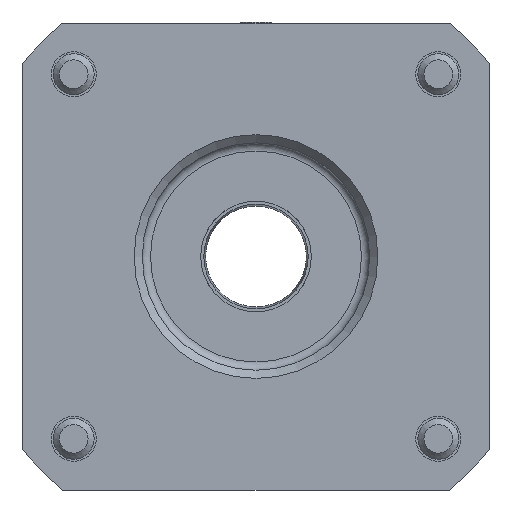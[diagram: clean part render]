
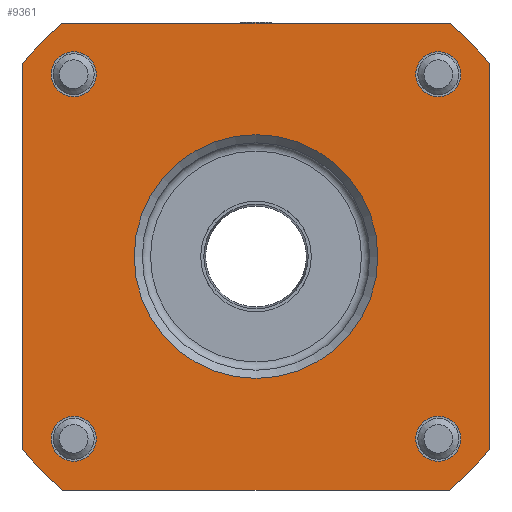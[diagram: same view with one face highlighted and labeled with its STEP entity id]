
A CAD part, left-side view. The second image highlights one B-rep face of the part: STEP entity #9361.
In plain terms, the highlighted planar face has unit normal (-1, 0, 0).
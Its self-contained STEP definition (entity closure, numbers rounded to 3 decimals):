
#8586=CARTESIAN_POINT('',(-1.46,183.574,96.));
#8587=VERTEX_POINT('',#8586);
#8588=CARTESIAN_POINT('',(-1.46,183.574,101.5));
#8589=DIRECTION('',(1.0,0.0,0.0));
#8590=DIRECTION('',(0.0,0.0,1.0));
#8591=AXIS2_PLACEMENT_3D('',#8588,#8589,#8590);
#8592=CIRCLE('',#8591,5.5);
#8593=EDGE_CURVE('',#8587,#8587,#8592,.T.);
#8606=CARTESIAN_POINT('',(-1.46,272.574,7.));
#8607=VERTEX_POINT('',#8606);
#8608=CARTESIAN_POINT('',(-1.46,272.574,12.5));
#8609=DIRECTION('',(1.0,0.0,0.0));
#8610=DIRECTION('',(0.0,0.0,1.0));
#8611=AXIS2_PLACEMENT_3D('',#8608,#8609,#8610);
#8612=CIRCLE('',#8611,5.5);
#8613=EDGE_CURVE('',#8607,#8607,#8612,.T.);
#8626=CARTESIAN_POINT('',(-1.46,183.574,7.));
#8627=VERTEX_POINT('',#8626);
#8628=CARTESIAN_POINT('',(-1.46,183.574,12.5));
#8629=DIRECTION('',(1.0,0.0,0.0));
#8630=DIRECTION('',(0.0,0.0,1.0));
#8631=AXIS2_PLACEMENT_3D('',#8628,#8629,#8630);
#8632=CIRCLE('',#8631,5.5);
#8633=EDGE_CURVE('',#8627,#8627,#8632,.T.);
#8646=CARTESIAN_POINT('',(-1.46,272.574,96.));
#8647=VERTEX_POINT('',#8646);
#8648=CARTESIAN_POINT('',(-1.46,272.574,101.5));
#8649=DIRECTION('',(1.0,0.0,0.0));
#8650=DIRECTION('',(0.0,0.0,1.0));
#8651=AXIS2_PLACEMENT_3D('',#8648,#8649,#8650);
#8652=CIRCLE('',#8651,5.5);
#8653=EDGE_CURVE('',#8647,#8647,#8652,.T.);
#8779=CARTESIAN_POINT('',(-1.46,228.074,86.75));
#8780=VERTEX_POINT('',#8779);
#8781=CARTESIAN_POINT('',(-1.46,228.074,57.0));
#8782=DIRECTION('',(-1.0,0.0,0.0));
#8783=DIRECTION('',(0.0,0.0,-1.0));
#8784=AXIS2_PLACEMENT_3D('',#8781,#8782,#8783);
#8785=CIRCLE('',#8784,29.75);
#8786=EDGE_CURVE('',#8780,#8780,#8785,.T.);
#9147=CARTESIAN_POINT('',(-1.46,285.074,9.809));
#9148=VERTEX_POINT('',#9147);
#9156=CARTESIAN_POINT('',(-1.46,275.265,0.0));
#9157=VERTEX_POINT('',#9156);
#9164=CARTESIAN_POINT('',(-1.46,228.074,57.0));
#9165=DIRECTION('',(-1.0,0.0,0.0));
#9166=DIRECTION('',(0.0,-1.0,0.0));
#9167=AXIS2_PLACEMENT_3D('',#9164,#9165,#9166);
#9168=CIRCLE('',#9167,74.);
#9169=EDGE_CURVE('',#9148,#9157,#9168,.T.);
#9179=CARTESIAN_POINT('',(-1.46,180.883,0.0));
#9180=VERTEX_POINT('',#9179);
#9188=CARTESIAN_POINT('',(-1.46,171.074,9.809));
#9189=VERTEX_POINT('',#9188);
#9196=CARTESIAN_POINT('',(-1.46,228.074,57.0));
#9197=DIRECTION('',(-1.0,0.0,0.0));
#9198=DIRECTION('',(0.0,-1.0,0.0));
#9199=AXIS2_PLACEMENT_3D('',#9196,#9197,#9198);
#9200=CIRCLE('',#9199,74.);
#9201=EDGE_CURVE('',#9180,#9189,#9200,.T.);
#9211=CARTESIAN_POINT('',(-1.46,171.074,104.191));
#9212=VERTEX_POINT('',#9211);
#9220=CARTESIAN_POINT('',(-1.46,180.883,114.0));
#9221=VERTEX_POINT('',#9220);
#9228=CARTESIAN_POINT('',(-1.46,228.074,57.0));
#9229=DIRECTION('',(-1.0,0.0,0.0));
#9230=DIRECTION('',(0.0,-1.0,0.0));
#9231=AXIS2_PLACEMENT_3D('',#9228,#9229,#9230);
#9232=CIRCLE('',#9231,74.);
#9233=EDGE_CURVE('',#9212,#9221,#9232,.T.);
#9260=CARTESIAN_POINT('',(-1.46,275.265,114.0));
#9261=VERTEX_POINT('',#9260);
#9269=CARTESIAN_POINT('',(-1.46,285.074,104.191));
#9270=VERTEX_POINT('',#9269);
#9277=CARTESIAN_POINT('',(-1.46,228.074,57.0));
#9278=DIRECTION('',(-1.0,0.0,0.0));
#9279=DIRECTION('',(0.0,-1.0,0.0));
#9280=AXIS2_PLACEMENT_3D('',#9277,#9278,#9279);
#9281=CIRCLE('',#9280,74.);
#9282=EDGE_CURVE('',#9261,#9270,#9281,.T.);
#9307=CARTESIAN_POINT('',(-1.46,285.074,9.809));
#9308=DIRECTION('',(0.0,0.0,1.0));
#9309=VECTOR('',#9308,94.382);
#9310=LINE('',#9307,#9309);
#9311=EDGE_CURVE('',#9148,#9270,#9310,.T.);
#9316=CARTESIAN_POINT('',(-1.46,171.074,0.0));
#9317=DIRECTION('',(-1.0,0.0,0.0));
#9318=DIRECTION('',(0.0,0.0,1.0));
#9319=AXIS2_PLACEMENT_3D('',#9316,#9317,#9318);
#9320=PLANE('',#9319);
#9321=ORIENTED_EDGE('',*,*,#9282,.T.);
#9322=ORIENTED_EDGE('',*,*,#9311,.F.);
#9323=ORIENTED_EDGE('',*,*,#9169,.T.);
#9324=CARTESIAN_POINT('',(-1.46,180.883,0.0));
#9325=DIRECTION('',(0.0,1.0,0.0));
#9326=VECTOR('',#9325,94.382);
#9327=LINE('',#9324,#9326);
#9328=EDGE_CURVE('',#9180,#9157,#9327,.T.);
#9329=ORIENTED_EDGE('',*,*,#9328,.F.);
#9330=ORIENTED_EDGE('',*,*,#9201,.T.);
#9331=CARTESIAN_POINT('',(-1.46,171.074,9.809));
#9332=DIRECTION('',(0.0,0.0,1.0));
#9333=VECTOR('',#9332,94.382);
#9334=LINE('',#9331,#9333);
#9335=EDGE_CURVE('',#9189,#9212,#9334,.T.);
#9336=ORIENTED_EDGE('',*,*,#9335,.T.);
#9337=ORIENTED_EDGE('',*,*,#9233,.T.);
#9338=CARTESIAN_POINT('',(-1.46,180.883,114.0));
#9339=DIRECTION('',(0.0,1.0,0.0));
#9340=VECTOR('',#9339,94.382);
#9341=LINE('',#9338,#9340);
#9342=EDGE_CURVE('',#9221,#9261,#9341,.T.);
#9343=ORIENTED_EDGE('',*,*,#9342,.T.);
#9344=EDGE_LOOP('',(#9321,#9322,#9323,#9329,#9330,#9336,#9337,#9343));
#9345=FACE_OUTER_BOUND('',#9344,.T.);
#9346=ORIENTED_EDGE('',*,*,#8786,.F.);
#9347=EDGE_LOOP('',(#9346));
#9348=FACE_BOUND('',#9347,.T.);
#9349=ORIENTED_EDGE('',*,*,#8653,.T.);
#9350=EDGE_LOOP('',(#9349));
#9351=FACE_BOUND('',#9350,.T.);
#9352=ORIENTED_EDGE('',*,*,#8633,.T.);
#9353=EDGE_LOOP('',(#9352));
#9354=FACE_BOUND('',#9353,.T.);
#9355=ORIENTED_EDGE('',*,*,#8613,.T.);
#9356=EDGE_LOOP('',(#9355));
#9357=FACE_BOUND('',#9356,.T.);
#9358=ORIENTED_EDGE('',*,*,#8593,.T.);
#9359=EDGE_LOOP('',(#9358));
#9360=FACE_BOUND('',#9359,.T.);
#9361=ADVANCED_FACE('',(#9345,#9348,#9351,#9354,#9357,#9360),#9320,.T.);
